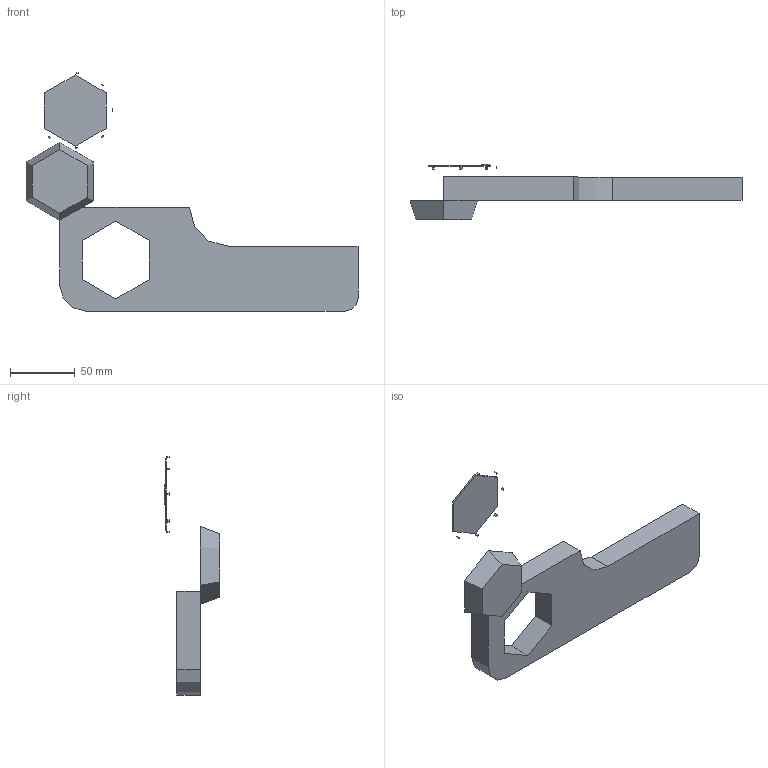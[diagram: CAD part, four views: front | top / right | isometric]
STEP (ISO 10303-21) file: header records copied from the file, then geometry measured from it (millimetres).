
FILE_DESCRIPTION (( 'STEP AP214' ), '1' );
FILE_NAME ('Full Top Roll Assembly.STEP', '2017-02-21T17:12:22', ( '' ), ( '' ), 'SwSTEP 2.0', 'SolidWorks 2016', '' );
FILE_SCHEMA (( 'AUTOMOTIVE_DESIGN' ));
Length unit declared in the file: millimetre
Products named in the file (5): Panasonic Midrange Speaker; Top Roll; Midrange speaker grill; assy_1; assy_2
Assembly tree (4 placements, depth 3):
  assy_2
    assy_1
      Panasonic Midrange Speaker
      Midrange speaker grill
    Top Roll
Bounding box: 255.98 x 42.69 x 183.68 mm (x, y, z)
Volume: 220701.3 mm3
Topology: 7 solids, 12 shells, 67 faces, 139 edges, 94 vertices
Faces by surface type: plane 40, cylinder 21, cone 6
Entity records: 5507 total; most frequent: CARTESIAN_POINT 697, DIRECTION 686, ORIENTED_EDGE 608, EDGE_CURVE 304, AXIS2_PLACEMENT_3D 257, VERTEX_POINT 202, LINE 172, VECTOR 172
